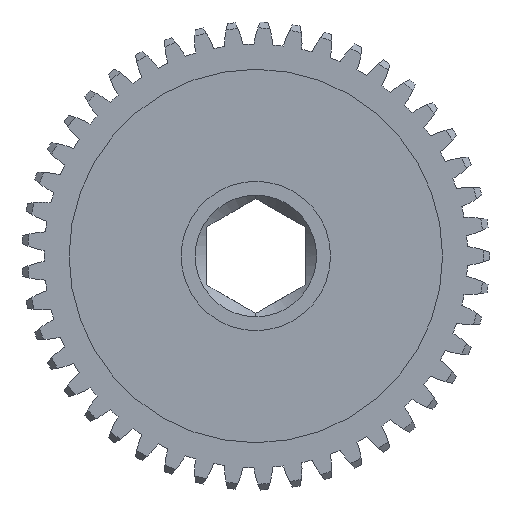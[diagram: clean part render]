
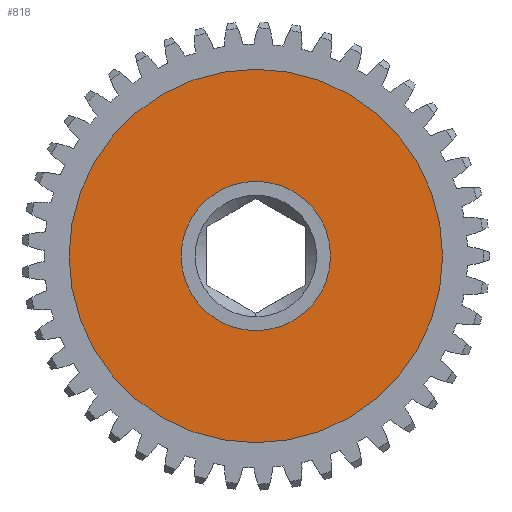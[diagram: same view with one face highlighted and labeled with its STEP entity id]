
A CAD part, left-side view. The second image highlights one B-rep face of the part: STEP entity #818.
In plain terms, the highlighted planar face has unit normal (-1, 0, 0).
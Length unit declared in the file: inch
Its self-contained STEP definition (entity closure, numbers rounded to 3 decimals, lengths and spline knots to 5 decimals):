
#38 = CIRCLE ( 'NONE', #8818, 0.375 ) ;
#173 = DIRECTION ( 'NONE',  ( 0., 0., 1. ) ) ;
#297 = VERTEX_POINT ( 'NONE', #4198 ) ;
#452 = EDGE_CURVE ( 'NONE', #5497, #6096, #8511, .T. ) ;
#643 = CARTESIAN_POINT ( 'NONE',  ( 0.1375, 0., 0.375 ) ) ;
#818 = ADVANCED_FACE ( 'NONE', ( #7763, #6965 ), #10057, .T. ) ;
#934 = CARTESIAN_POINT ( 'NONE',  ( 0.1375, 0., 0. ) ) ;
#1060 = EDGE_CURVE ( 'NONE', #6096, #5497, #6499, .T. ) ;
#1515 = EDGE_CURVE ( 'NONE', #6941, #297, #1825, .T. ) ;
#1825 = CIRCLE ( 'NONE', #9255, 0.375 ) ;
#1953 = AXIS2_PLACEMENT_3D ( 'NONE', #934, #5010, #7386 ) ;
#1960 = DIRECTION ( 'NONE',  ( -1., 0., 0. ) ) ;
#2065 = ORIENTED_EDGE ( 'NONE', *, *, #1515, .F. ) ;
#2867 = CARTESIAN_POINT ( 'NONE',  ( 0.1375, 0., 0. ) ) ;
#3707 = DIRECTION ( 'NONE',  ( 0., 0., 1. ) ) ;
#3757 = ORIENTED_EDGE ( 'NONE', *, *, #452, .T. ) ;
#3934 = ORIENTED_EDGE ( 'NONE', *, *, #8925, .F. ) ;
#3959 = AXIS2_PLACEMENT_3D ( 'NONE', #6256, #9365, #4452 ) ;
#4198 = CARTESIAN_POINT ( 'NONE',  ( 0.1375, 0., -0.375 ) ) ;
#4452 = DIRECTION ( 'NONE',  ( 0., 0., 1. ) ) ;
#4633 = AXIS2_PLACEMENT_3D ( 'NONE', #2867, #5376, #3707 ) ;
#5010 = DIRECTION ( 'NONE',  ( -1., 0., 0. ) ) ;
#5376 = DIRECTION ( 'NONE',  ( -1., 0., 0. ) ) ;
#5497 = VERTEX_POINT ( 'NONE', #6434 ) ;
#6096 = VERTEX_POINT ( 'NONE', #8999 ) ;
#6256 = CARTESIAN_POINT ( 'NONE',  ( 0.1375, 0., 0. ) ) ;
#6434 = CARTESIAN_POINT ( 'NONE',  ( 0.1375, 0., 0.9375 ) ) ;
#6499 = CIRCLE ( 'NONE', #1953, 0.9375 ) ;
#6861 = CARTESIAN_POINT ( 'NONE',  ( 0.1375, 0., 0. ) ) ;
#6941 = VERTEX_POINT ( 'NONE', #643 ) ;
#6965 = FACE_OUTER_BOUND ( 'NONE', #10407, .T. ) ;
#7386 = DIRECTION ( 'NONE',  ( 0., 0., 1. ) ) ;
#7621 = DIRECTION ( 'NONE',  ( -1., 0., 0. ) ) ;
#7763 = FACE_BOUND ( 'NONE', #8193, .T. ) ;
#8193 = EDGE_LOOP ( 'NONE', ( #3934, #2065 ) ) ;
#8511 = CIRCLE ( 'NONE', #3959, 0.9375 ) ;
#8553 = DIRECTION ( 'NONE',  ( 0., 0., 1. ) ) ;
#8664 = ORIENTED_EDGE ( 'NONE', *, *, #1060, .T. ) ;
#8818 = AXIS2_PLACEMENT_3D ( 'NONE', #6861, #1960, #8553 ) ;
#8925 = EDGE_CURVE ( 'NONE', #297, #6941, #38, .T. ) ;
#8999 = CARTESIAN_POINT ( 'NONE',  ( 0.1375, 0., -0.9375 ) ) ;
#9255 = AXIS2_PLACEMENT_3D ( 'NONE', #9914, #7621, #173 ) ;
#9365 = DIRECTION ( 'NONE',  ( -1., 0., 0. ) ) ;
#9914 = CARTESIAN_POINT ( 'NONE',  ( 0.1375, 0., 0. ) ) ;
#10057 = PLANE ( 'NONE',  #4633 ) ;
#10407 = EDGE_LOOP ( 'NONE', ( #3757, #8664 ) ) ;
